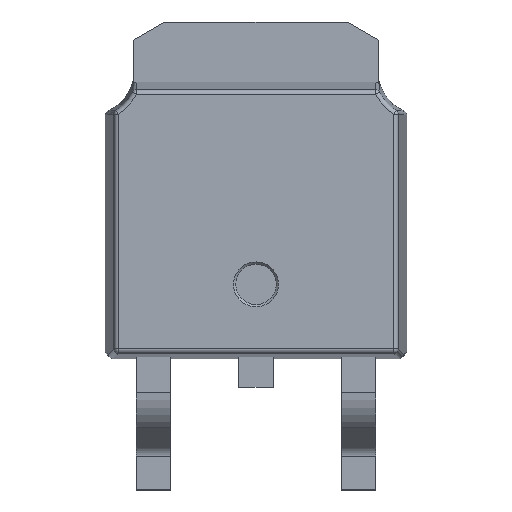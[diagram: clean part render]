
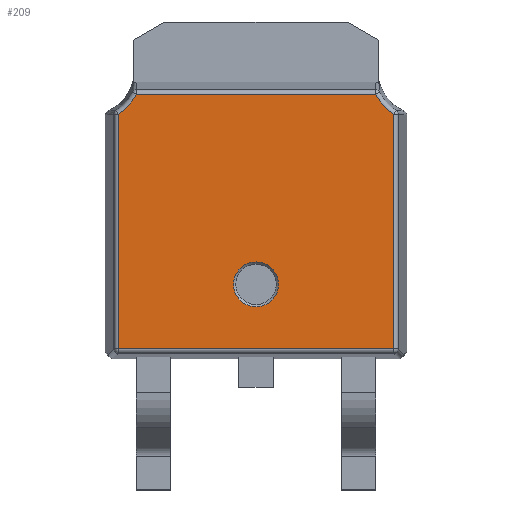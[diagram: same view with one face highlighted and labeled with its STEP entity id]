
A CAD part, top view. The second image highlights one B-rep face of the part: STEP entity #209.
In plain terms, the highlighted planar face has unit normal (0, 0, 1).
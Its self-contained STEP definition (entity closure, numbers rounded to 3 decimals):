
#209=ADVANCED_FACE('',(#1211,#1213),#1215,.T.);
#1211=FACE_BOUND('',#1212,.T.);
#1212=EDGE_LOOP('',(#2139,#2140,#2141,#2142,#2143,#2144));
#1213=FACE_BOUND('',#1214,.T.);
#1214=EDGE_LOOP('',(#2145));
#1215=PLANE('',#1216);
#1216=AXIS2_PLACEMENT_3D('',#1217,#1218,#1219);
#1217=CARTESIAN_POINT('',(0.,0.,2.388));
#1218=DIRECTION('',(0.,0.,1.));
#1219=DIRECTION('',(1.,0.,0.));
#2139=ORIENTED_EDGE('',*,*,#2597,.T.);
#2140=ORIENTED_EDGE('',*,*,#2598,.T.);
#2141=ORIENTED_EDGE('',*,*,#2599,.T.);
#2142=ORIENTED_EDGE('',*,*,#2600,.T.);
#2143=ORIENTED_EDGE('',*,*,#2601,.T.);
#2144=ORIENTED_EDGE('',*,*,#2602,.T.);
#2145=ORIENTED_EDGE('',*,*,#2603,.T.);
#2597=EDGE_CURVE('',#2867,#2868,#2869,.F.);
#2598=EDGE_CURVE('',#2868,#2870,#2871,.F.);
#2599=EDGE_CURVE('',#2870,#2872,#2873,.F.);
#2600=EDGE_CURVE('',#2872,#2874,#2875,.F.);
#2601=EDGE_CURVE('',#2874,#2876,#2877,.T.);
#2602=EDGE_CURVE('',#2876,#2867,#2878,.F.);
#2603=EDGE_CURVE('',#2879,#2879,#2880,.F.);
#2867=VERTEX_POINT('',#3339);
#2868=VERTEX_POINT('',#3340);
#2869=CIRCLE('',#3341,1.18);
#2870=VERTEX_POINT('',#3345);
#2871=LINE('',#3346,#3347);
#2872=VERTEX_POINT('',#3349);
#2873=CIRCLE('',#3350,1.18);
#2874=VERTEX_POINT('',#3354);
#2875=LINE('',#3355,#3356);
#2876=VERTEX_POINT('',#3358);
#2877=LINE('',#3359,#3360);
#2878=LINE('',#3362,#3363);
#2879=VERTEX_POINT('',#3365);
#2880=CIRCLE('',#3366,0.5);
#3339=CARTESIAN_POINT('',(3.065,3.149,2.388));
#3340=CARTESIAN_POINT('',(2.662,3.596,2.388));
#3341=AXIS2_PLACEMENT_3D('',#3342,#3343,#3344);
#3342=CARTESIAN_POINT('',(3.71,4.137,2.388));
#3343=DIRECTION('',(-0.,0.,1.));
#3344=DIRECTION('',(-0.889,-0.458,0.));
#3345=CARTESIAN_POINT('',(-2.662,3.596,2.388));
#3346=CARTESIAN_POINT('',(-2.662,3.596,2.388));
#3347=VECTOR('',#3348,1.);
#3348=DIRECTION('',(1.,0.,0.));
#3349=CARTESIAN_POINT('',(-3.065,3.149,2.388));
#3350=AXIS2_PLACEMENT_3D('',#3351,#3352,#3353);
#3351=CARTESIAN_POINT('',(-3.71,4.137,2.388));
#3352=DIRECTION('',(-0.,0.,1.));
#3353=DIRECTION('',(0.547,-0.837,0.));
#3354=CARTESIAN_POINT('',(-3.065,-2.073,2.388));
#3355=CARTESIAN_POINT('',(-3.065,-2.073,2.388));
#3356=VECTOR('',#3357,1.);
#3357=DIRECTION('',(0.,1.,0.));
#3358=CARTESIAN_POINT('',(3.065,-2.073,2.388));
#3359=CARTESIAN_POINT('',(-3.065,-2.073,2.388));
#3360=VECTOR('',#3361,1.);
#3361=DIRECTION('',(1.,0.,0.));
#3362=CARTESIAN_POINT('',(3.065,3.149,2.388));
#3363=VECTOR('',#3364,1.);
#3364=DIRECTION('',(0.,-1.,0.));
#3365=CARTESIAN_POINT('',(0.5,-0.636,2.388));
#3366=AXIS2_PLACEMENT_3D('',#3367,#3368,#3369);
#3367=CARTESIAN_POINT('',(0.,-0.636,2.388));
#3368=DIRECTION('',(0.,0.,1.));
#3369=DIRECTION('',(1.,0.,0.));
